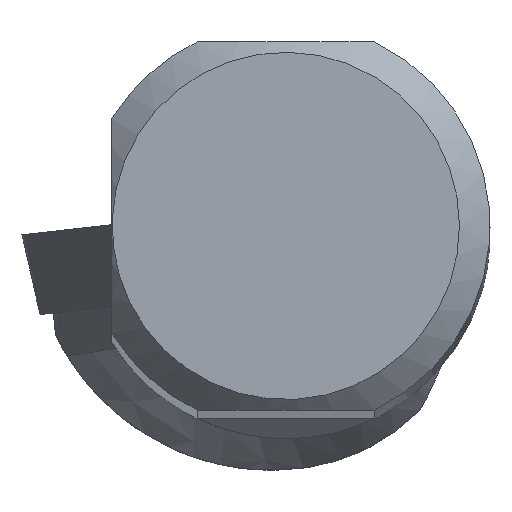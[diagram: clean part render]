
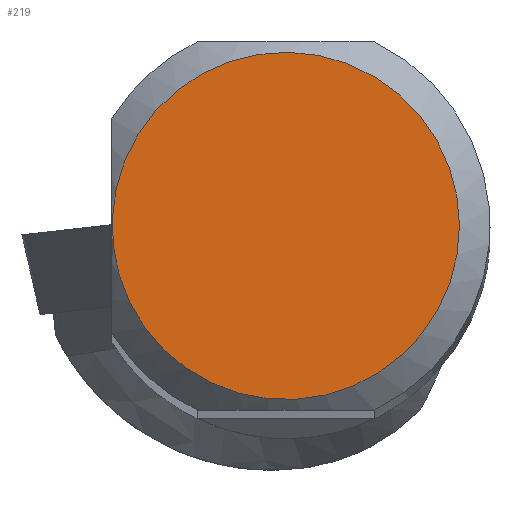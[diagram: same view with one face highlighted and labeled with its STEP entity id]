
A CAD part, top view. The second image highlights one B-rep face of the part: STEP entity #219.
In plain terms, the highlighted planar face has unit normal (0, 0, 1).
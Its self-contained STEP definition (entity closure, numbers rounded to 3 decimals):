
#162=FACE_OUTER_BOUND('',#473,.T.);
#219=ADVANCED_FACE('CU_SU_BP3',(#162),#267,.T.);
#267=PLANE('',#1268);
#473=EDGE_LOOP('',(#658));
#658=ORIENTED_EDGE('',*,*,#1018,.T.);
#899=VERTEX_POINT('',#2081);
#1018=EDGE_CURVE('',#899,#899,#1097,.T.);
#1097=CIRCLE('',#1267,8.491);
#1267=AXIS2_PLACEMENT_3D('',#2080,#1519,#1520);
#1268=AXIS2_PLACEMENT_3D('',#2082,#1521,#1522);
#1519=DIRECTION('',(0.,0.,1.));
#1520=DIRECTION('',(1.,0.,0.));
#1521=DIRECTION('',(0.,0.,1.));
#1522=DIRECTION('',(1.,0.,0.));
#2080=CARTESIAN_POINT('',(0.,0.,0.));
#2081=CARTESIAN_POINT('',(8.491,0.,0.));
#2082=CARTESIAN_POINT('',(0.,0.,
0.));
